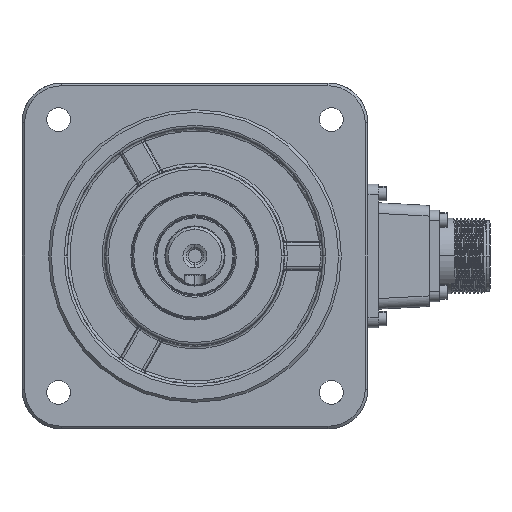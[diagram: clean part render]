
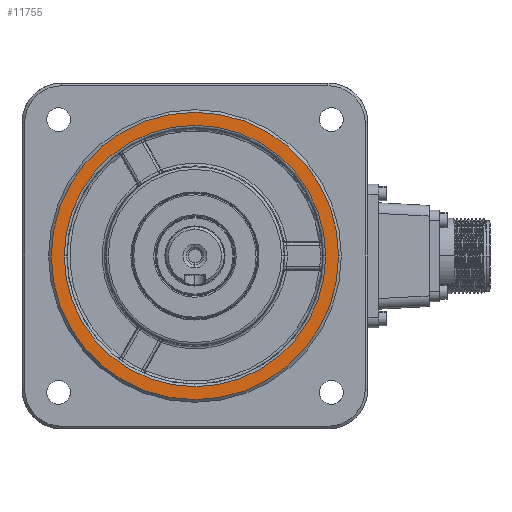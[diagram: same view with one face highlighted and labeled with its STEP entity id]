
A CAD part, left-side view. The second image highlights one B-rep face of the part: STEP entity #11755.
In plain terms, the highlighted planar face has unit normal (-1, 0, 0).
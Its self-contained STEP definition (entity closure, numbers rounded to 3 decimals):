
#21 = DIRECTION ( 'NONE',  ( 0., -1., 0. ) ) ;
#282 = DIRECTION ( 'NONE',  ( 1., 0., 0. ) ) ;
#779 = CIRCLE ( 'NONE', #25909, 49.122 ) ;
#1103 = CARTESIAN_POINT ( 'NONE',  ( -52., -49.122, 0. ) ) ;
#2709 = EDGE_CURVE ( 'NONE', #32545, #21675, #19638, .T. ) ;
#4224 = DIRECTION ( 'NONE',  ( 0., -1., 0. ) ) ;
#4287 = AXIS2_PLACEMENT_3D ( 'NONE', #16725, #10735, #37570 ) ;
#5760 = DIRECTION ( 'NONE',  ( 0., -1., 0. ) ) ;
#6467 = DIRECTION ( 'NONE',  ( -1., 0., 0. ) ) ;
#6608 = DIRECTION ( 'NONE',  ( 0., -1., 0. ) ) ;
#7629 = ORIENTED_EDGE ( 'NONE', *, *, #33387, .T. ) ;
#9980 = AXIS2_PLACEMENT_3D ( 'NONE', #31019, #6467, #6608 ) ;
#10040 = AXIS2_PLACEMENT_3D ( 'NONE', #18122, #21139, #5760 ) ;
#10535 = ORIENTED_EDGE ( 'NONE', *, *, #24941, .T. ) ;
#10735 = DIRECTION ( 'NONE',  ( -1., 0., 0. ) ) ;
#11755 = ADVANCED_FACE ( 'NONE', ( #37138, #28052 ), #22630, .T. ) ;
#11999 = CARTESIAN_POINT ( 'NONE',  ( -52., 0., 0. ) ) ;
#13309 = ORIENTED_EDGE ( 'NONE', *, *, #2709, .T. ) ;
#14771 = CARTESIAN_POINT ( 'NONE',  ( -52., -54., 0. ) ) ;
#16725 = CARTESIAN_POINT ( 'NONE',  ( -52., 0., 0. ) ) ;
#18122 = CARTESIAN_POINT ( 'NONE',  ( -52., 0., 0. ) ) ;
#19638 = CIRCLE ( 'NONE', #33676, 49.122 ) ;
#19797 = ORIENTED_EDGE ( 'NONE', *, *, #35117, .T. ) ;
#20575 = VERTEX_POINT ( 'NONE', #31956 ) ;
#21139 = DIRECTION ( 'NONE',  ( -1., 0., 0. ) ) ;
#21675 = VERTEX_POINT ( 'NONE', #22871 ) ;
#22630 = PLANE ( 'NONE',  #4287 ) ;
#22871 = CARTESIAN_POINT ( 'NONE',  ( -52., 49.122, 0. ) ) ;
#24941 = EDGE_CURVE ( 'NONE', #37562, #20575, #36177, .T. ) ;
#25687 = CARTESIAN_POINT ( 'NONE',  ( -52., 0., 0. ) ) ;
#25909 = AXIS2_PLACEMENT_3D ( 'NONE', #25687, #28765, #4224 ) ;
#27974 = EDGE_LOOP ( 'NONE', ( #13309, #7629 ) ) ;
#28052 = FACE_BOUND ( 'NONE', #27974, .T. ) ;
#28765 = DIRECTION ( 'NONE',  ( 1., 0., 0. ) ) ;
#29633 = CIRCLE ( 'NONE', #9980, 54. ) ;
#31019 = CARTESIAN_POINT ( 'NONE',  ( -52., 0., 0. ) ) ;
#31956 = CARTESIAN_POINT ( 'NONE',  ( -52., 54., 0. ) ) ;
#32545 = VERTEX_POINT ( 'NONE', #1103 ) ;
#33175 = EDGE_LOOP ( 'NONE', ( #19797, #10535 ) ) ;
#33387 = EDGE_CURVE ( 'NONE', #21675, #32545, #779, .T. ) ;
#33676 = AXIS2_PLACEMENT_3D ( 'NONE', #11999, #282, #21 ) ;
#35117 = EDGE_CURVE ( 'NONE', #20575, #37562, #29633, .T. ) ;
#36177 = CIRCLE ( 'NONE', #10040, 54. ) ;
#37138 = FACE_OUTER_BOUND ( 'NONE', #33175, .T. ) ;
#37562 = VERTEX_POINT ( 'NONE', #14771 ) ;
#37570 = DIRECTION ( 'NONE',  ( 0., -1., 0. ) ) ;
